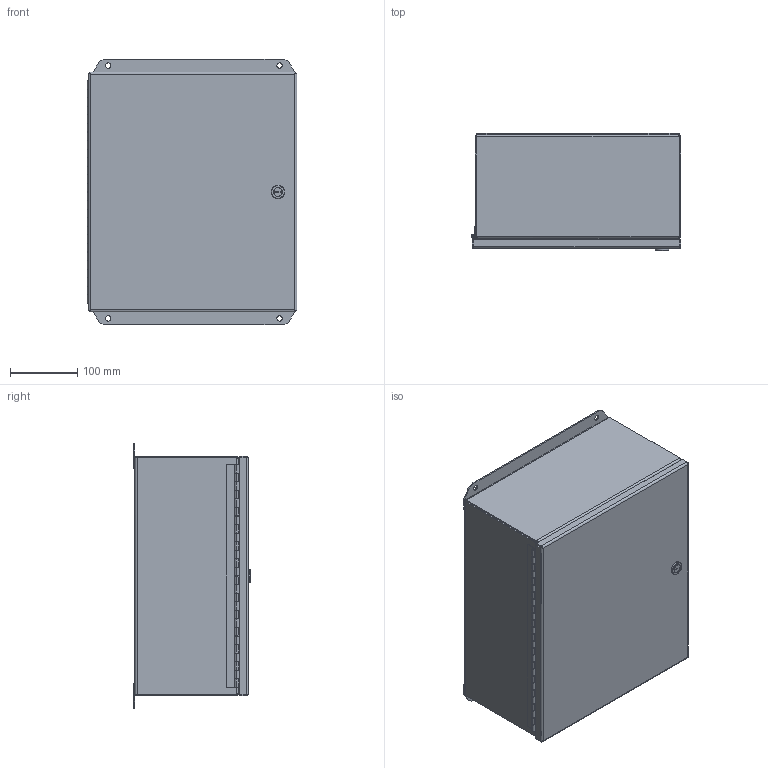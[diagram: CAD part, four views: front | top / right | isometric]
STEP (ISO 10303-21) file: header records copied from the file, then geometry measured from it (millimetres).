
FILE_DESCRIPTION (( 'STEP AP203' ), '1' );
FILE_NAME ('EJ14126AL_Default.step', '2019-11-13T20:02:52', ( '' ), ( '' ), 'SwSTEP 2.0', 'SolidWorks 2019', '' );
FILE_SCHEMA (( 'CONFIG_CONTROL_DESIGN' ));
Length unit declared in the file: inch
Products named in the file (1): EJ14126AL_Default
Bounding box: 310.54 x 173.23 x 393.7 mm (x, y, z)
Volume: 1228967.5 mm3; surface area: 1233892.6 mm2
Topology: 14 solids, 15 shells, 694 faces, 2208 edges, 1397 vertices
Faces by surface type: plane 466, cylinder 160, bspline 44, cone 24
Entity records: 26341 total; most frequent: CARTESIAN_POINT 6520, ORIENTED_EDGE 4384, DIRECTION 3964, EDGE_CURVE 2192, LINE 1514, VECTOR 1514, VERTEX_POINT 1397, AXIS2_PLACEMENT_3D 1225
